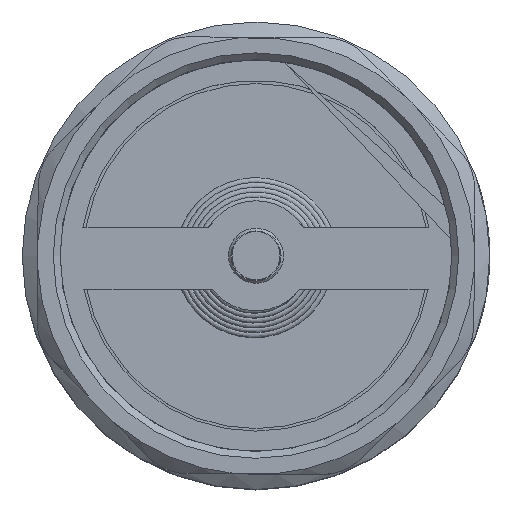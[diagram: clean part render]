
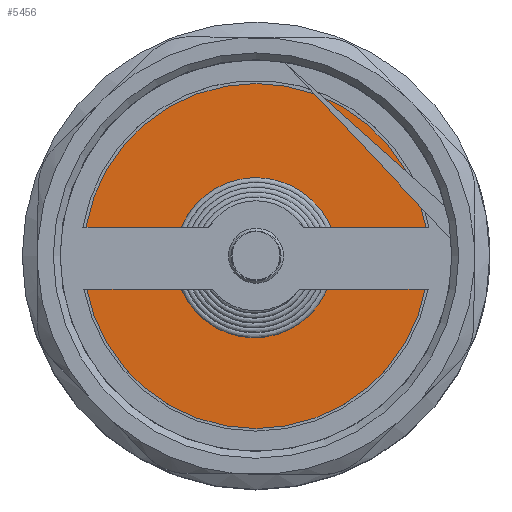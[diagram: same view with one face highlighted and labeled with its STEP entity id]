
A CAD part, top view. The second image highlights one B-rep face of the part: STEP entity #5456.
In plain terms, the highlighted planar face has unit normal (0, 0, 1).
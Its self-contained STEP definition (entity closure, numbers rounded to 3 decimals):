
#200=FACE_BOUND('',#995,.T.);
#315=PLANE('',#5847);
#648=FACE_OUTER_BOUND('',#994,.T.);
#994=EDGE_LOOP('',(#5060));
#995=EDGE_LOOP('',(#5061));
#1143=CIRCLE('',#5837,5.887);
#1146=CIRCLE('',#5845,25.09);
#2611=VERTEX_POINT('',#25023);
#2614=VERTEX_POINT('',#25037);
#3424=EDGE_CURVE('',#2611,#2611,#1143,.T.);
#3429=EDGE_CURVE('',#2614,#2614,#1146,.T.);
#5060=ORIENTED_EDGE('',*,*,#3429,.T.);
#5061=ORIENTED_EDGE('',*,*,#3424,.T.);
#5456=ADVANCED_FACE('',(#648,#200),#315,.T.);
#5837=AXIS2_PLACEMENT_3D('',#25025,#6883,#6884);
#5845=AXIS2_PLACEMENT_3D('',#25038,#6901,#6902);
#5847=AXIS2_PLACEMENT_3D('',#25042,#6906,#6907);
#6883=DIRECTION('center_axis',(0.,0.,-1.));
#6884=DIRECTION('ref_axis',(-1.,0.,0.));
#6901=DIRECTION('center_axis',(0.,0.,1.));
#6902=DIRECTION('ref_axis',(1.,0.,0.));
#6906=DIRECTION('center_axis',(0.,0.,1.));
#6907=DIRECTION('ref_axis',(1.,0.,0.));
#25023=CARTESIAN_POINT('',(5.887,0.,33.));
#25025=CARTESIAN_POINT('Origin',(0.,0.,33.));
#25037=CARTESIAN_POINT('',(-25.09,0.,33.));
#25038=CARTESIAN_POINT('Origin',(0.,0.,33.));
#25042=CARTESIAN_POINT('Origin',(0.,0.,33.));
